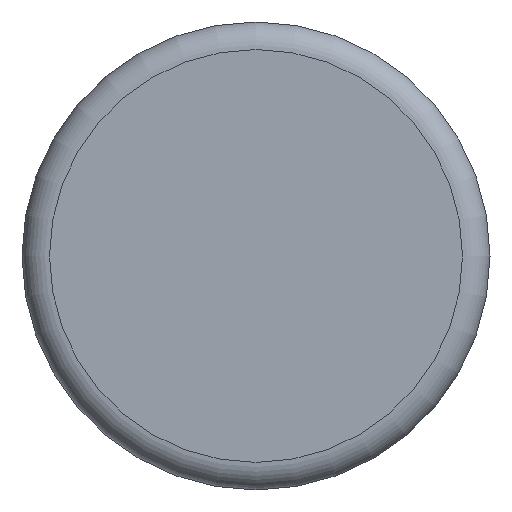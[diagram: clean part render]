
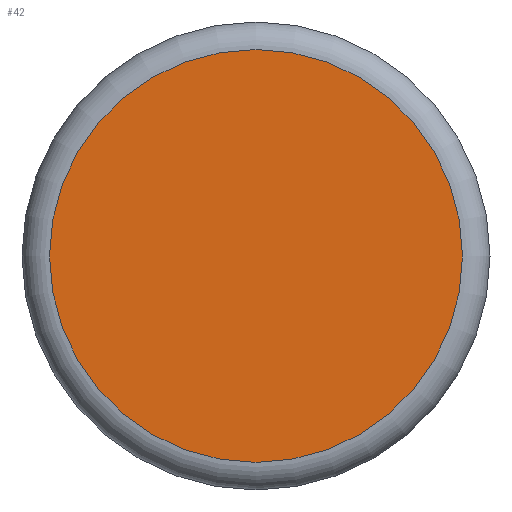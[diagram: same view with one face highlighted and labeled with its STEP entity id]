
A CAD part, top view. The second image highlights one B-rep face of the part: STEP entity #42.
In plain terms, the highlighted planar face has unit normal (0, 0, 1).
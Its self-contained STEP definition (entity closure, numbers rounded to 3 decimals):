
#42 = ADVANCED_FACE( '', ( #95 ), #96, .F. );
#95 = FACE_OUTER_BOUND( '', #172, .T. );
#96 = PLANE( '', #173 );
#172 = EDGE_LOOP( '', ( #243 ) );
#173 = AXIS2_PLACEMENT_3D( '', #244, #245, #246 );
#243 = ORIENTED_EDGE( '', *, *, #348, .T. );
#244 = CARTESIAN_POINT( '', ( 0., 8.5, 40. ) );
#245 = DIRECTION( '', ( 0., 0., -1. ) );
#246 = DIRECTION( '', ( -1., 0., 0. ) );
#348 = EDGE_CURVE( '', #383, #383, #384, .F. );
#383 = VERTEX_POINT( '', #433 );
#384 = CIRCLE( '', #434, 7.493 );
#433 = CARTESIAN_POINT( '', ( -7.493, 0., 40. ) );
#434 = AXIS2_PLACEMENT_3D( '', #482, #483, #484 );
#482 = CARTESIAN_POINT( '', ( 0., 0., 40. ) );
#483 = DIRECTION( '', ( 0., 0., -1. ) );
#484 = DIRECTION( '', ( -1., 0., 0. ) );
